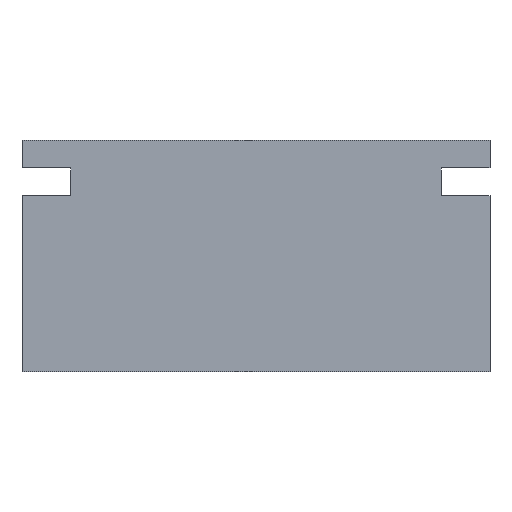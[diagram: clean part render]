
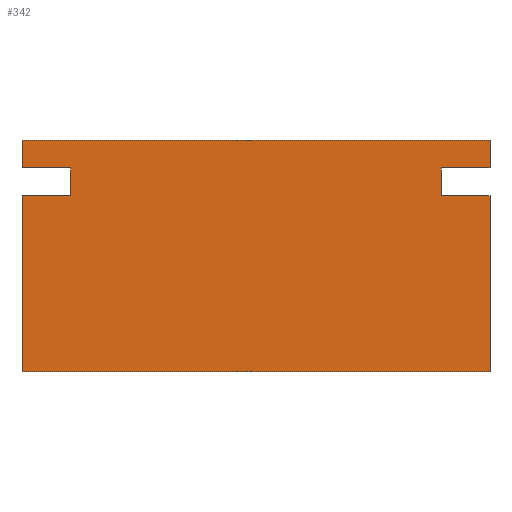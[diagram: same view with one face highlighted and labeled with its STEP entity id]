
A CAD part, front view. The second image highlights one B-rep face of the part: STEP entity #342.
In plain terms, the highlighted planar face has unit normal (0, -1, 0).
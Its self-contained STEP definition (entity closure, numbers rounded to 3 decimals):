
#2 = VERTEX_POINT ( 'NONE', #129 ) ;
#9 = LINE ( 'NONE', #164, #449 ) ;
#10 = CARTESIAN_POINT ( 'NONE',  ( -11.55, 0., 0. ) ) ;
#18 = EDGE_CURVE ( 'NONE', #2, #106, #446, .T. ) ;
#34 = EDGE_CURVE ( 'NONE', #377, #222, #302, .T. ) ;
#44 = VERTEX_POINT ( 'NONE', #438 ) ;
#47 = EDGE_CURVE ( 'NONE', #119, #95, #233, .T. ) ;
#53 = VECTOR ( 'NONE', #443, 1000. ) ;
#54 = DIRECTION ( 'NONE',  ( 1., 0., 0. ) ) ;
#56 = CARTESIAN_POINT ( 'NONE',  ( 11.55, 0., 5.715 ) ) ;
#58 = CARTESIAN_POINT ( 'NONE',  ( 11.55, 0., -5.715 ) ) ;
#63 = CARTESIAN_POINT ( 'NONE',  ( -11.55, 0., 5.715 ) ) ;
#65 = DIRECTION ( 'NONE',  ( -1., 0., 0. ) ) ;
#73 = VECTOR ( 'NONE', #362, 1000. ) ;
#84 = ORIENTED_EDGE ( 'NONE', *, *, #385, .T. ) ;
#87 = DIRECTION ( 'NONE',  ( 0., 0., 1. ) ) ;
#88 = DIRECTION ( 'NONE',  ( 0., 0., 1. ) ) ;
#93 = EDGE_CURVE ( 'NONE', #217, #377, #409, .T. ) ;
#94 = DIRECTION ( 'NONE',  ( -1., 0., 0. ) ) ;
#95 = VERTEX_POINT ( 'NONE', #339 ) ;
#98 = EDGE_CURVE ( 'NONE', #217, #44, #138, .T. ) ;
#106 = VERTEX_POINT ( 'NONE', #273 ) ;
#117 = ORIENTED_EDGE ( 'NONE', *, *, #457, .T. ) ;
#119 = VERTEX_POINT ( 'NONE', #58 ) ;
#123 = EDGE_LOOP ( 'NONE', ( #315, #84, #465, #282, #252, #340, #117, #224, #415, #250, #152, #207 ) ) ;
#124 = VECTOR ( 'NONE', #175, 1000. ) ;
#127 = CARTESIAN_POINT ( 'NONE',  ( 11.55, 0., 0. ) ) ;
#129 = CARTESIAN_POINT ( 'NONE',  ( -11.55, 0., -5.715 ) ) ;
#132 = EDGE_CURVE ( 'NONE', #287, #368, #210, .T. ) ;
#133 = CARTESIAN_POINT ( 'NONE',  ( 11.55, 0., 0. ) ) ;
#138 = LINE ( 'NONE', #414, #213 ) ;
#152 = ORIENTED_EDGE ( 'NONE', *, *, #431, .F. ) ;
#153 = VECTOR ( 'NONE', #65, 1000. ) ;
#156 = VERTEX_POINT ( 'NONE', #212 ) ;
#157 = EDGE_CURVE ( 'NONE', #222, #459, #343, .T. ) ;
#164 = CARTESIAN_POINT ( 'NONE',  ( 0., 0., 2.975 ) ) ;
#175 = DIRECTION ( 'NONE',  ( 0., 0., -1. ) ) ;
#187 = CARTESIAN_POINT ( 'NONE',  ( 0., 0., 0. ) ) ;
#194 = VECTOR ( 'NONE', #341, 1000. ) ;
#195 = VECTOR ( 'NONE', #94, 1000. ) ;
#207 = ORIENTED_EDGE ( 'NONE', *, *, #132, .F. ) ;
#210 = LINE ( 'NONE', #410, #124 ) ;
#212 = CARTESIAN_POINT ( 'NONE',  ( 11.55, 0., 4.345 ) ) ;
#213 = VECTOR ( 'NONE', #243, 1000. ) ;
#217 = VERTEX_POINT ( 'NONE', #241 ) ;
#220 = VECTOR ( 'NONE', #223, 1000. ) ;
#222 = VERTEX_POINT ( 'NONE', #63 ) ;
#223 = DIRECTION ( 'NONE',  ( 1., 0., 0. ) ) ;
#224 = ORIENTED_EDGE ( 'NONE', *, *, #18, .F. ) ;
#231 = EDGE_CURVE ( 'NONE', #287, #156, #301, .T. ) ;
#233 = LINE ( 'NONE', #127, #404 ) ;
#237 = CARTESIAN_POINT ( 'NONE',  ( -11.55, 0., 4.345 ) ) ;
#241 = CARTESIAN_POINT ( 'NONE',  ( -9.15, 0., 4.345 ) ) ;
#243 = DIRECTION ( 'NONE',  ( 0., 0., -1. ) ) ;
#250 = ORIENTED_EDGE ( 'NONE', *, *, #47, .T. ) ;
#251 = PLANE ( 'NONE',  #420 ) ;
#252 = ORIENTED_EDGE ( 'NONE', *, *, #93, .F. ) ;
#257 = FACE_OUTER_BOUND ( 'NONE', #123, .T. ) ;
#261 = VECTOR ( 'NONE', #87, 1000. ) ;
#262 = DIRECTION ( 'NONE',  ( 0., 0., 1. ) ) ;
#273 = CARTESIAN_POINT ( 'NONE',  ( -11.55, 0., 2.975 ) ) ;
#278 = CARTESIAN_POINT ( 'NONE',  ( 0., 0., 4.345 ) ) ;
#282 = ORIENTED_EDGE ( 'NONE', *, *, #34, .F. ) ;
#287 = VERTEX_POINT ( 'NONE', #321 ) ;
#301 = LINE ( 'NONE', #278, #220 ) ;
#302 = LINE ( 'NONE', #10, #73 ) ;
#315 = ORIENTED_EDGE ( 'NONE', *, *, #231, .T. ) ;
#316 = DIRECTION ( 'NONE',  ( 0., 0., 1. ) ) ;
#321 = CARTESIAN_POINT ( 'NONE',  ( 9.15, 0., 4.345 ) ) ;
#329 = LINE ( 'NONE', #395, #53 ) ;
#339 = CARTESIAN_POINT ( 'NONE',  ( 11.55, 0., 2.975 ) ) ;
#340 = ORIENTED_EDGE ( 'NONE', *, *, #98, .T. ) ;
#341 = DIRECTION ( 'NONE',  ( 1., 0., 0. ) ) ;
#342 = ADVANCED_FACE ( 'NONE', ( #257 ), #251, .F. ) ;
#343 = LINE ( 'NONE', #379, #194 ) ;
#361 = CARTESIAN_POINT ( 'NONE',  ( 9.15, 0., 2.975 ) ) ;
#362 = DIRECTION ( 'NONE',  ( 0., 0., 1. ) ) ;
#364 = LINE ( 'NONE', #133, #261 ) ;
#368 = VERTEX_POINT ( 'NONE', #361 ) ;
#377 = VERTEX_POINT ( 'NONE', #237 ) ;
#379 = CARTESIAN_POINT ( 'NONE',  ( 0., 0., 5.715 ) ) ;
#385 = EDGE_CURVE ( 'NONE', #156, #459, #364, .T. ) ;
#388 = DIRECTION ( 'NONE',  ( 0., 1., 0. ) ) ;
#395 = CARTESIAN_POINT ( 'NONE',  ( 0., 0., -5.715 ) ) ;
#399 = CARTESIAN_POINT ( 'NONE',  ( -11.55, 0., 0. ) ) ;
#404 = VECTOR ( 'NONE', #262, 1000. ) ;
#408 = EDGE_CURVE ( 'NONE', #2, #119, #329, .T. ) ;
#409 = LINE ( 'NONE', #458, #153 ) ;
#410 = CARTESIAN_POINT ( 'NONE',  ( 9.15, 0., 0. ) ) ;
#414 = CARTESIAN_POINT ( 'NONE',  ( -9.15, 0., 0. ) ) ;
#415 = ORIENTED_EDGE ( 'NONE', *, *, #408, .T. ) ;
#420 = AXIS2_PLACEMENT_3D ( 'NONE', #187, #388, #316 ) ;
#431 = EDGE_CURVE ( 'NONE', #368, #95, #9, .T. ) ;
#436 = LINE ( 'NONE', #445, #195 ) ;
#438 = CARTESIAN_POINT ( 'NONE',  ( -9.15, 0., 2.975 ) ) ;
#443 = DIRECTION ( 'NONE',  ( 1., 0., 0. ) ) ;
#445 = CARTESIAN_POINT ( 'NONE',  ( 0., 0., 2.975 ) ) ;
#446 = LINE ( 'NONE', #399, #463 ) ;
#449 = VECTOR ( 'NONE', #54, 1000. ) ;
#457 = EDGE_CURVE ( 'NONE', #44, #106, #436, .T. ) ;
#458 = CARTESIAN_POINT ( 'NONE',  ( 0., 0., 4.345 ) ) ;
#459 = VERTEX_POINT ( 'NONE', #56 ) ;
#463 = VECTOR ( 'NONE', #88, 1000. ) ;
#465 = ORIENTED_EDGE ( 'NONE', *, *, #157, .F. ) ;
